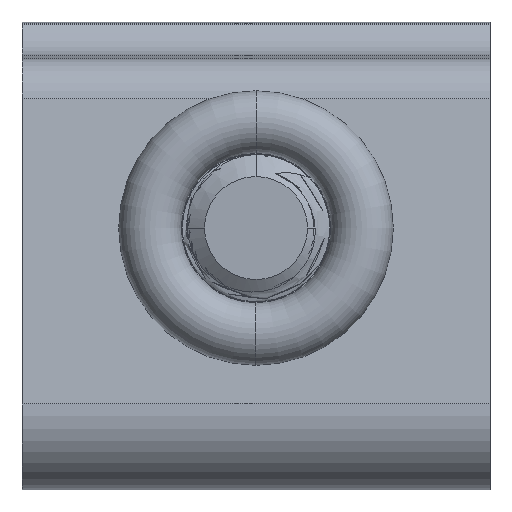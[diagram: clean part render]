
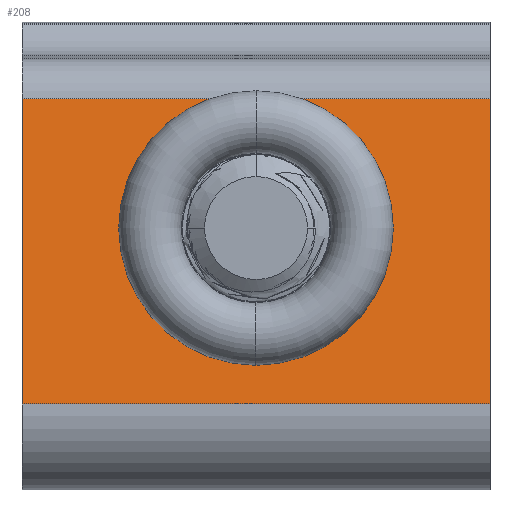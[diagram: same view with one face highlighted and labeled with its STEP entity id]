
A CAD part, front view. The second image highlights one B-rep face of the part: STEP entity #208.
In plain terms, the highlighted planar face has unit normal (0, -0.989, 0.148).
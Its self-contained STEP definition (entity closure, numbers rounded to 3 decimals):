
#208 = ADVANCED_FACE ( 'NONE', ( #1702, #1707 ), #1454, .F. ) ;
#447 = EDGE_CURVE ( 'NONE', #6034, #6036, #2460, .T. ) ;
#466 = EDGE_CURVE ( 'NONE', #5963, #6106, #3309, .T. ) ;
#494 = EDGE_CURVE ( 'NONE', #5959, #5945, #3399, .T. ) ;
#497 = EDGE_CURVE ( 'NONE', #5946, #5975, #1741, .T. ) ;
#498 = EDGE_CURVE ( 'NONE', #6036, #5946, #3547, .T. ) ;
#499 = EDGE_CURVE ( 'NONE', #5975, #5943, #3550, .T. ) ;
#500 = EDGE_CURVE ( 'NONE', #5943, #6034, #2467, .T. ) ;
#501 = EDGE_CURVE ( 'NONE', #5945, #6106, #3558, .T. ) ;
#502 = EDGE_CURVE ( 'NONE', #5959, #5963, #3561, .T. ) ;
#1454 = PLANE ( 'NONE',  #1710 ) ;
#1455 = CARTESIAN_POINT ( 'NONE',  ( 9.525, -10.888, -15.544 ) ) ;
#1456 = DIRECTION ( 'NONE',  ( 0., 0.989, -0.148 ) ) ;
#1457 = DIRECTION ( 'NONE',  ( 0., 0.148, 0.989 ) ) ;
#1702 = FACE_BOUND ( 'NONE', #6469, .T. ) ;
#1707 = FACE_OUTER_BOUND ( 'NONE', #6466, .T. ) ;
#1710 = AXIS2_PLACEMENT_3D ( 'NONE', #1455, #1456, #1457 ) ;
#1741 =( BOUNDED_CURVE ( )  B_SPLINE_CURVE ( 3, ( #3407, #3408, #3545, #3546 ),
 .UNSPECIFIED., .F., .F. ) 
 B_SPLINE_CURVE_WITH_KNOTS ( ( 4, 4 ),
 ( 1.571, 4.712 ),
 .UNSPECIFIED. ) 
 CURVE ( )  GEOMETRIC_REPRESENTATION_ITEM ( )  RATIONAL_B_SPLINE_CURVE ( ( 1., 0.333, 0.333, 1. ) ) 
 REPRESENTATION_ITEM ( '' )  );
#2460 =( BOUNDED_CURVE ( )  B_SPLINE_CURVE ( 3, ( #3246, #3247, #3248, #3249 ),
 .UNSPECIFIED., .F., .F. ) 
 B_SPLINE_CURVE_WITH_KNOTS ( ( 4, 4 ),
 ( 0., 1.571 ),
 .UNSPECIFIED. ) 
 CURVE ( )  GEOMETRIC_REPRESENTATION_ITEM ( )  RATIONAL_B_SPLINE_CURVE ( ( 1., 0.805, 0.805, 1. ) ) 
 REPRESENTATION_ITEM ( '' )  );
#2467 =( BOUNDED_CURVE ( )  B_SPLINE_CURVE ( 3, ( #3553, #3554, #3555, #3556 ),
 .UNSPECIFIED., .F., .F. ) 
 B_SPLINE_CURVE_WITH_KNOTS ( ( 4, 4 ),
 ( 4.712, 6.283 ),
 .UNSPECIFIED. ) 
 CURVE ( )  GEOMETRIC_REPRESENTATION_ITEM ( )  RATIONAL_B_SPLINE_CURVE ( ( 1., 0.805, 0.805, 1. ) ) 
 REPRESENTATION_ITEM ( '' )  );
#3246 = CARTESIAN_POINT ( 'NONE',  ( 0., -9.189, -4.229 ) ) ;
#3247 = CARTESIAN_POINT ( 'NONE',  ( 1.986, -9.189, -4.229 ) ) ;
#3248 = CARTESIAN_POINT ( 'NONE',  ( 3.391, -9.4, -5.634 ) ) ;
#3249 = CARTESIAN_POINT ( 'NONE',  ( 3.391, -9.698, -7.62 ) ) ;
#3309 = LINE ( 'NONE', #3310, #3496 ) ;
#3310 = CARTESIAN_POINT ( 'NONE',  ( 9.525, -10.888, -15.544 ) ) ;
#3311 = DIRECTION ( 'NONE',  ( -1., 0., 0. ) ) ;
#3399 = LINE ( 'NONE', #3400, #3518 ) ;
#3400 = CARTESIAN_POINT ( 'NONE',  ( 9.525, -9.021, -3.11 ) ) ;
#3401 = DIRECTION ( 'NONE',  ( -1., 0., 0. ) ) ;
#3407 = CARTESIAN_POINT ( 'NONE',  ( 3.391, -9.927, -9.144 ) ) ;
#3408 = CARTESIAN_POINT ( 'NONE',  ( 3.391, -10.945, -15.926 ) ) ;
#3496 = VECTOR ( 'NONE', #3311, 1000. ) ;
#3518 = VECTOR ( 'NONE', #3401, 1000. ) ;
#3520 = VECTOR ( 'NONE', #3549, 1000. ) ;
#3521 = VECTOR ( 'NONE', #3552, 1000. ) ;
#3522 = VECTOR ( 'NONE', #3560, 1000. ) ;
#3523 = VECTOR ( 'NONE', #3563, 1000. ) ;
#3545 = CARTESIAN_POINT ( 'NONE',  ( -3.391, -10.945, -15.926 ) ) ;
#3546 = CARTESIAN_POINT ( 'NONE',  ( -3.391, -9.927, -9.144 ) ) ;
#3547 = LINE ( 'NONE', #3548, #3520 ) ;
#3548 = CARTESIAN_POINT ( 'NONE',  ( 3.391, -10.888, -15.544 ) ) ;
#3549 = DIRECTION ( 'NONE',  ( 0., -0.148, -0.989 ) ) ;
#3550 = LINE ( 'NONE', #3551, #3521 ) ;
#3551 = CARTESIAN_POINT ( 'NONE',  ( -3.391, -10.888, -15.544 ) ) ;
#3552 = DIRECTION ( 'NONE',  ( 0., 0.148, 0.989 ) ) ;
#3553 = CARTESIAN_POINT ( 'NONE',  ( -3.391, -9.698, -7.62 ) ) ;
#3554 = CARTESIAN_POINT ( 'NONE',  ( -3.391, -9.4, -5.634 ) ) ;
#3555 = CARTESIAN_POINT ( 'NONE',  ( -1.986, -9.189, -4.229 ) ) ;
#3556 = CARTESIAN_POINT ( 'NONE',  ( 0., -9.189, -4.229 ) ) ;
#3558 = LINE ( 'NONE', #3559, #3522 ) ;
#3559 = CARTESIAN_POINT ( 'NONE',  ( -9.525, -10.888, -15.544 ) ) ;
#3560 = DIRECTION ( 'NONE',  ( 0., -0.148, -0.989 ) ) ;
#3561 = LINE ( 'NONE', #3562, #3523 ) ;
#3562 = CARTESIAN_POINT ( 'NONE',  ( 9.525, -10.888, -15.544 ) ) ;
#3563 = DIRECTION ( 'NONE',  ( 0., -0.148, -0.989 ) ) ;
#5416 = CARTESIAN_POINT ( 'NONE',  ( -3.391, -9.698, -7.62 ) ) ;
#5418 = CARTESIAN_POINT ( 'NONE',  ( -9.525, -9.021, -3.11 ) ) ;
#5419 = CARTESIAN_POINT ( 'NONE',  ( 3.391, -9.927, -9.144 ) ) ;
#5432 = CARTESIAN_POINT ( 'NONE',  ( 9.525, -9.021, -3.11 ) ) ;
#5436 = CARTESIAN_POINT ( 'NONE',  ( 9.525, -10.888, -15.544 ) ) ;
#5448 = CARTESIAN_POINT ( 'NONE',  ( -3.391, -9.927, -9.144 ) ) ;
#5482 = CARTESIAN_POINT ( 'NONE',  ( 0., -9.189, -4.229 ) ) ;
#5484 = CARTESIAN_POINT ( 'NONE',  ( 3.391, -9.698, -7.62 ) ) ;
#5534 = CARTESIAN_POINT ( 'NONE',  ( -9.525, -10.888, -15.544 ) ) ;
#5943 = VERTEX_POINT ( 'NONE', #5416 ) ;
#5945 = VERTEX_POINT ( 'NONE', #5418 ) ;
#5946 = VERTEX_POINT ( 'NONE', #5419 ) ;
#5959 = VERTEX_POINT ( 'NONE', #5432 ) ;
#5963 = VERTEX_POINT ( 'NONE', #5436 ) ;
#5975 = VERTEX_POINT ( 'NONE', #5448 ) ;
#6034 = VERTEX_POINT ( 'NONE', #5482 ) ;
#6036 = VERTEX_POINT ( 'NONE', #5484 ) ;
#6106 = VERTEX_POINT ( 'NONE', #5534 ) ;
#6466 = EDGE_LOOP ( 'NONE', ( #6604, #6605, #6603, #6607 ) ) ;
#6469 = EDGE_LOOP ( 'NONE', ( #6598, #6600, #6599, #6601, #6602 ) ) ;
#6598 = ORIENTED_EDGE ( 'NONE', *, *, #498, .T. ) ;
#6599 = ORIENTED_EDGE ( 'NONE', *, *, #499, .T. ) ;
#6600 = ORIENTED_EDGE ( 'NONE', *, *, #497, .T. ) ;
#6601 = ORIENTED_EDGE ( 'NONE', *, *, #500, .T. ) ;
#6602 = ORIENTED_EDGE ( 'NONE', *, *, #447, .T. ) ;
#6603 = ORIENTED_EDGE ( 'NONE', *, *, #502, .F. ) ;
#6604 = ORIENTED_EDGE ( 'NONE', *, *, #501, .T. ) ;
#6605 = ORIENTED_EDGE ( 'NONE', *, *, #466, .F. ) ;
#6607 = ORIENTED_EDGE ( 'NONE', *, *, #494, .T. ) ;
